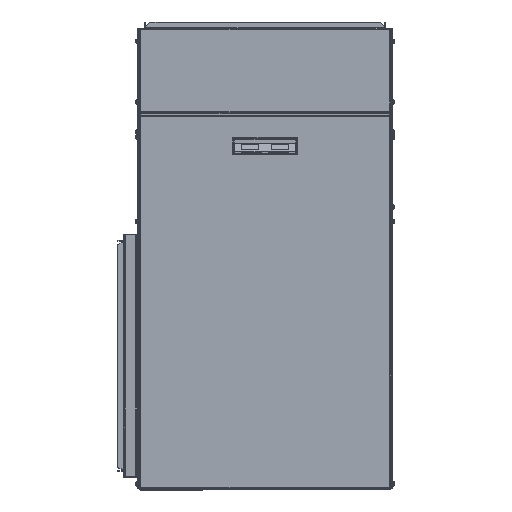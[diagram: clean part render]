
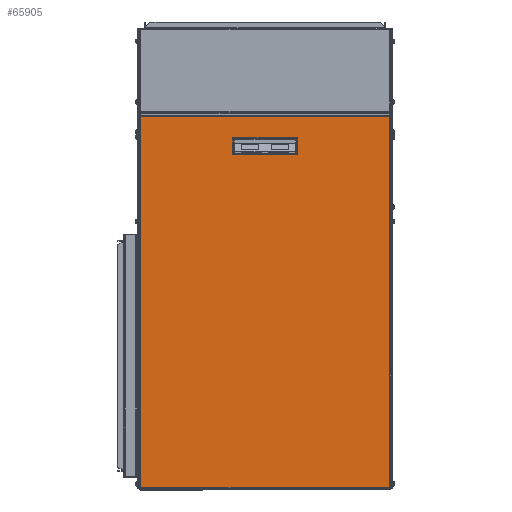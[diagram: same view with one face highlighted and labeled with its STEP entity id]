
A CAD part, top view. The second image highlights one B-rep face of the part: STEP entity #65905.
In plain terms, the highlighted planar face has unit normal (0, 0, 1).
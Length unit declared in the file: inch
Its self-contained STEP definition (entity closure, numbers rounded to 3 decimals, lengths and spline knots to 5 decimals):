
#1452 = EDGE_CURVE ( 'NONE', #58173, #95074, #80212, .T. ) ;
#1804 = DIRECTION ( 'NONE',  ( 0., -1., 0. ) ) ;
#3226 = ORIENTED_EDGE ( 'NONE', *, *, #74339, .T. ) ;
#6474 = VERTEX_POINT ( 'NONE', #35417 ) ;
#7890 = ORIENTED_EDGE ( 'NONE', *, *, #1452, .F. ) ;
#9037 = CARTESIAN_POINT ( 'NONE',  ( -10.25, 0.08047, 24.83518 ) ) ;
#9456 = EDGE_CURVE ( 'NONE', #6474, #58173, #103281, .T. ) ;
#10589 = DIRECTION ( 'NONE',  ( 0., -1., 0. ) ) ;
#10623 = VECTOR ( 'NONE', #19311, 39.37008 ) ;
#12028 = CARTESIAN_POINT ( 'NONE',  ( 10.25, 0., 24.83518 ) ) ;
#12511 = VERTEX_POINT ( 'NONE', #69094 ) ;
#12789 = DIRECTION ( 'NONE',  ( -1., 0., 0. ) ) ;
#18532 = VERTEX_POINT ( 'NONE', #37783 ) ;
#18835 = AXIS2_PLACEMENT_3D ( 'NONE', #49786, #59974, #12789 ) ;
#19311 = DIRECTION ( 'NONE',  ( 1., 0., 0. ) ) ;
#20060 = ORIENTED_EDGE ( 'NONE', *, *, #20903, .F. ) ;
#20903 = EDGE_CURVE ( 'NONE', #63526, #12511, #125702, .T. ) ;
#21596 = ORIENTED_EDGE ( 'NONE', *, *, #107877, .T. ) ;
#21803 = VECTOR ( 'NONE', #1804, 39.37008 ) ;
#22237 = LINE ( 'NONE', #31790, #123285 ) ;
#25208 = VECTOR ( 'NONE', #88761, 39.37008 ) ;
#26097 = LINE ( 'NONE', #66875, #100247 ) ;
#29724 = VERTEX_POINT ( 'NONE', #40925 ) ;
#30364 = EDGE_LOOP ( 'NONE', ( #113933, #60027, #83420, #38376 ) ) ;
#30711 = VERTEX_POINT ( 'NONE', #75312 ) ;
#31790 = CARTESIAN_POINT ( 'NONE',  ( -2.625, 28.81485, 24.83518 ) ) ;
#35417 = CARTESIAN_POINT ( 'NONE',  ( -10.25, 30.59375, 24.83518 ) ) ;
#36830 = DIRECTION ( 'NONE',  ( 0., -1., 0. ) ) ;
#37783 = CARTESIAN_POINT ( 'NONE',  ( 2.625, 28.81485, 24.83518 ) ) ;
#38376 = ORIENTED_EDGE ( 'NONE', *, *, #92899, .T. ) ;
#40075 = VERTEX_POINT ( 'NONE', #64582 ) ;
#40288 = LINE ( 'NONE', #49922, #25208 ) ;
#40925 = CARTESIAN_POINT ( 'NONE',  ( -2.625, 27.56485, 24.83518 ) ) ;
#42871 = ORIENTED_EDGE ( 'NONE', *, *, #81221, .F. ) ;
#49786 = CARTESIAN_POINT ( 'NONE',  ( 0., 15.29687, 24.83518 ) ) ;
#49888 = ORIENTED_EDGE ( 'NONE', *, *, #9456, .F. ) ;
#49922 = CARTESIAN_POINT ( 'NONE',  ( -2.625, 28.81485, 24.83518 ) ) ;
#57271 = CARTESIAN_POINT ( 'NONE',  ( 10.25, 30.59375, 24.83518 ) ) ;
#57748 = CARTESIAN_POINT ( 'NONE',  ( 2.625, 28.81485, 24.83518 ) ) ;
#57961 = EDGE_LOOP ( 'NONE', ( #21596, #42871, #7890, #49888, #3226, #20060 ) ) ;
#58173 = VERTEX_POINT ( 'NONE', #57271 ) ;
#59974 = DIRECTION ( 'NONE',  ( 0., 0., 1. ) ) ;
#60027 = ORIENTED_EDGE ( 'NONE', *, *, #89200, .T. ) ;
#63526 = VERTEX_POINT ( 'NONE', #9037 ) ;
#64582 = CARTESIAN_POINT ( 'NONE',  ( 10.25, 0.08047, 24.83518 ) ) ;
#65197 = VECTOR ( 'NONE', #116129, 39.37008 ) ;
#65905 = ADVANCED_FACE ( 'NONE', ( #97476, #124235 ), #106965, .T. ) ;
#66875 = CARTESIAN_POINT ( 'NONE',  ( -10.25, 30.59375, 24.83518 ) ) ;
#69094 = CARTESIAN_POINT ( 'NONE',  ( -10.25, 0.5, 24.83518 ) ) ;
#70726 = DIRECTION ( 'NONE',  ( 0., 1., 0. ) ) ;
#70948 = CARTESIAN_POINT ( 'NONE',  ( -2.625, 28.81485, 24.83518 ) ) ;
#72620 = CARTESIAN_POINT ( 'NONE',  ( 10.25, 0.5, 24.83518 ) ) ;
#73551 = CARTESIAN_POINT ( 'NONE',  ( -2.625, 27.56485, 24.83518 ) ) ;
#74339 = EDGE_CURVE ( 'NONE', #6474, #12511, #26097, .T. ) ;
#74741 = DIRECTION ( 'NONE',  ( 1., 0., 0. ) ) ;
#75312 = CARTESIAN_POINT ( 'NONE',  ( 2.625, 27.56485, 24.83518 ) ) ;
#75903 = CARTESIAN_POINT ( 'NONE',  ( 10.25, 0., 24.83518 ) ) ;
#77133 = LINE ( 'NONE', #75903, #124049 ) ;
#77370 = CARTESIAN_POINT ( 'NONE',  ( -10.25, 0., 24.83518 ) ) ;
#77634 = EDGE_CURVE ( 'NONE', #29724, #98060, #22237, .T. ) ;
#78661 = VECTOR ( 'NONE', #121818, 39.37008 ) ;
#80212 = LINE ( 'NONE', #12028, #21803 ) ;
#81221 = EDGE_CURVE ( 'NONE', #95074, #40075, #77133, .T. ) ;
#83420 = ORIENTED_EDGE ( 'NONE', *, *, #77634, .T. ) ;
#87442 = CARTESIAN_POINT ( 'NONE',  ( -10.25, 0.08047, 24.83518 ) ) ;
#88068 = LINE ( 'NONE', #87442, #10623 ) ;
#88285 = LINE ( 'NONE', #57748, #88707 ) ;
#88707 = VECTOR ( 'NONE', #10589, 39.37008 ) ;
#88761 = DIRECTION ( 'NONE',  ( 1., 0., 0. ) ) ;
#89200 = EDGE_CURVE ( 'NONE', #30711, #29724, #102700, .T. ) ;
#92899 = EDGE_CURVE ( 'NONE', #98060, #18532, #40288, .T. ) ;
#95074 = VERTEX_POINT ( 'NONE', #72620 ) ;
#97476 = FACE_BOUND ( 'NONE', #30364, .T. ) ;
#98060 = VERTEX_POINT ( 'NONE', #70948 ) ;
#99146 = VECTOR ( 'NONE', #74741, 39.37008 ) ;
#100247 = VECTOR ( 'NONE', #36830, 39.37008 ) ;
#102648 = CARTESIAN_POINT ( 'NONE',  ( 10.25, 30.59375, 24.83518 ) ) ;
#102700 = LINE ( 'NONE', #73551, #78661 ) ;
#103281 = LINE ( 'NONE', #102648, #99146 ) ;
#106965 = PLANE ( 'NONE',  #18835 ) ;
#107877 = EDGE_CURVE ( 'NONE', #63526, #40075, #88068, .T. ) ;
#111616 = EDGE_CURVE ( 'NONE', #18532, #30711, #88285, .T. ) ;
#113933 = ORIENTED_EDGE ( 'NONE', *, *, #111616, .T. ) ;
#115889 = DIRECTION ( 'NONE',  ( 0., -1., 0. ) ) ;
#116129 = DIRECTION ( 'NONE',  ( 0., 1., 0. ) ) ;
#121818 = DIRECTION ( 'NONE',  ( -1., 0., 0. ) ) ;
#123285 = VECTOR ( 'NONE', #70726, 39.37008 ) ;
#124049 = VECTOR ( 'NONE', #115889, 39.37008 ) ;
#124235 = FACE_OUTER_BOUND ( 'NONE', #57961, .T. ) ;
#125702 = LINE ( 'NONE', #77370, #65197 ) ;
